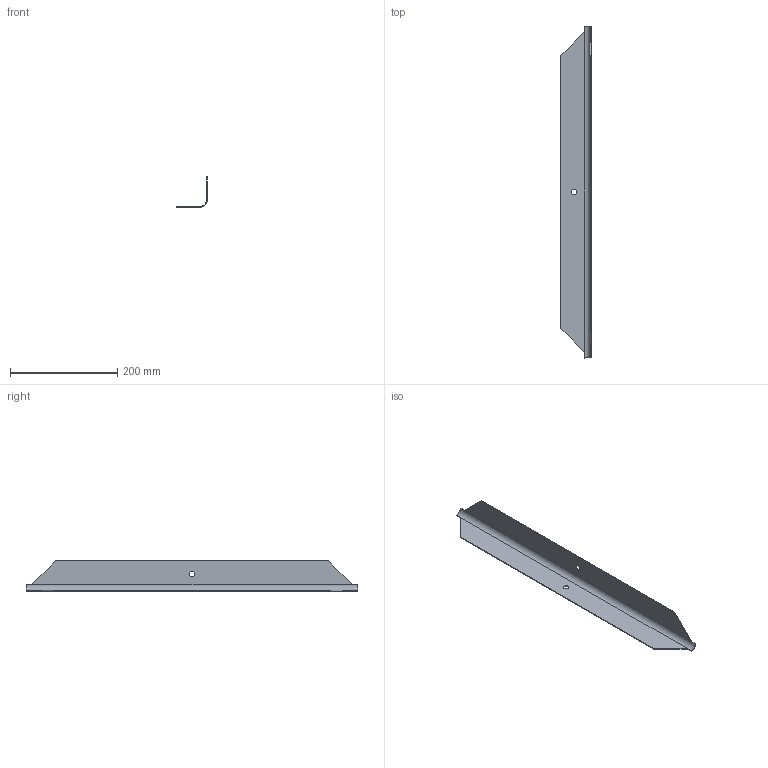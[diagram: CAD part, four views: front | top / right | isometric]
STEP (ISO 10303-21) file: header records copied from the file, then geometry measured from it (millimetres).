
FILE_DESCRIPTION (( 'STEP AP214' ), '1' );
FILE_NAME ('inner_bracket.STEP', '2024-05-29T16:09:11', ( '' ), ( '' ), 'SwSTEP 2.0', 'SolidWorks 2023', '' );
FILE_SCHEMA (( 'AUTOMOTIVE_DESIGN' ));
Length unit declared in the file: metre
Products named in the file (1): inner_bracket
Bounding box: 56.5 x 620 x 56.5 mm (x, y, z)
Volume: 90224.6 mm3; surface area: 122417.3 mm2
Topology: 1 solids, 1 shells, 22 faces, 52 edges, 32 vertices
Faces by surface type: plane 16, cylinder 6
Entity records: 655 total; most frequent: DIRECTION 110, CARTESIAN_POINT 107, ORIENTED_EDGE 104, EDGE_CURVE 52, LINE 40, VECTOR 40, AXIS2_PLACEMENT_3D 35, VERTEX_POINT 32
